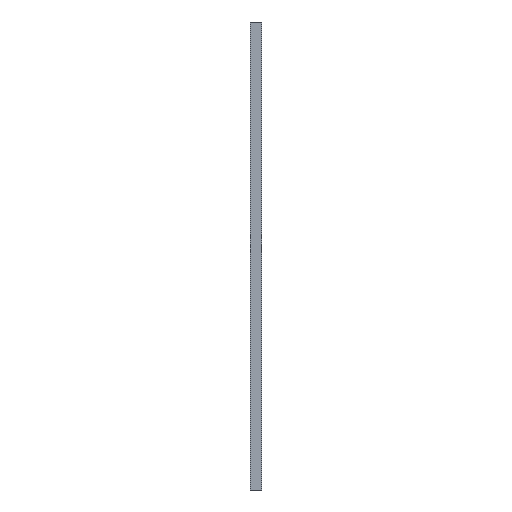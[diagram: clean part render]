
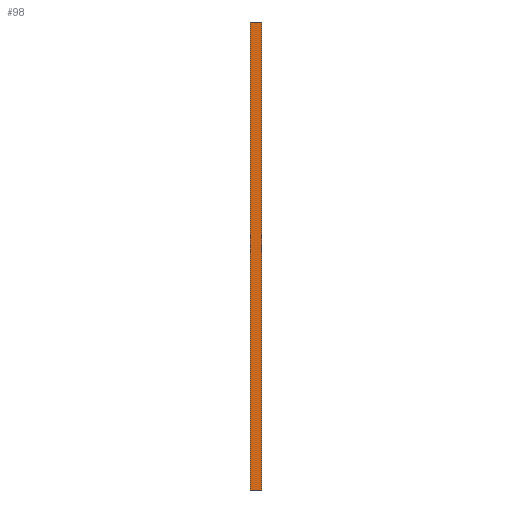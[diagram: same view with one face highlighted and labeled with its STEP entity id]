
A CAD part, left-side view. The second image highlights one B-rep face of the part: STEP entity #98.
In plain terms, the highlighted planar face has unit normal (-1, 0, 0).
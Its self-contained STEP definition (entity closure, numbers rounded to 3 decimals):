
#41 = VERTEX_POINT ( 'NONE', #760 ) ;
#83 = EDGE_CURVE ( 'NONE', #549, #492, #652, .T. ) ;
#98 = ADVANCED_FACE ( 'NONE', ( #345 ), #783, .F. ) ;
#138 = CARTESIAN_POINT ( 'NONE',  ( 0., 0., 0. ) ) ;
#211 = CARTESIAN_POINT ( 'NONE',  ( 0., 3., 30. ) ) ;
#332 = AXIS2_PLACEMENT_3D ( 'NONE', #504, #580, #849 ) ;
#335 = CARTESIAN_POINT ( 'NONE',  ( 0., 3., 0. ) ) ;
#342 = CARTESIAN_POINT ( 'NONE',  ( 0., 0., 150. ) ) ;
#345 = FACE_OUTER_BOUND ( 'NONE', #657, .T. ) ;
#348 = LINE ( 'NONE', #335, #603 ) ;
#387 = EDGE_CURVE ( 'NONE', #602, #549, #348, .T. ) ;
#403 = DIRECTION ( 'NONE',  ( 0., 0., 1. ) ) ;
#422 = CARTESIAN_POINT ( 'NONE',  ( 0., 3., 30. ) ) ;
#424 = CARTESIAN_POINT ( 'NONE',  ( 0., 3., 150. ) ) ;
#467 = EDGE_CURVE ( 'NONE', #41, #492, #534, .T. ) ;
#477 = VECTOR ( 'NONE', #711, 1000. ) ;
#492 = VERTEX_POINT ( 'NONE', #342 ) ;
#504 = CARTESIAN_POINT ( 'NONE',  ( 0., 3., 0. ) ) ;
#510 = EDGE_CURVE ( 'NONE', #602, #41, #757, .T. ) ;
#534 = LINE ( 'NONE', #138, #718 ) ;
#549 = VERTEX_POINT ( 'NONE', #424 ) ;
#580 = DIRECTION ( 'NONE',  ( 1., 0., 0. ) ) ;
#592 = ORIENTED_EDGE ( 'NONE', *, *, #387, .F. ) ;
#602 = VERTEX_POINT ( 'NONE', #422 ) ;
#603 = VECTOR ( 'NONE', #732, 1000. ) ;
#612 = ORIENTED_EDGE ( 'NONE', *, *, #467, .T. ) ;
#626 = ORIENTED_EDGE ( 'NONE', *, *, #510, .T. ) ;
#636 = CARTESIAN_POINT ( 'NONE',  ( 0., 3., 150. ) ) ;
#652 = LINE ( 'NONE', #636, #477 ) ;
#657 = EDGE_LOOP ( 'NONE', ( #626, #612, #707, #592 ) ) ;
#707 = ORIENTED_EDGE ( 'NONE', *, *, #83, .F. ) ;
#711 = DIRECTION ( 'NONE',  ( 0., -1., 0. ) ) ;
#718 = VECTOR ( 'NONE', #403, 1000. ) ;
#732 = DIRECTION ( 'NONE',  ( 0., 0., 1. ) ) ;
#747 = VECTOR ( 'NONE', #823, 1000. ) ;
#757 = LINE ( 'NONE', #211, #747 ) ;
#760 = CARTESIAN_POINT ( 'NONE',  ( 0., 0., 30. ) ) ;
#783 = PLANE ( 'NONE',  #332 ) ;
#823 = DIRECTION ( 'NONE',  ( 0., -1., 0. ) ) ;
#849 = DIRECTION ( 'NONE',  ( 0., 0., -1. ) ) ;
